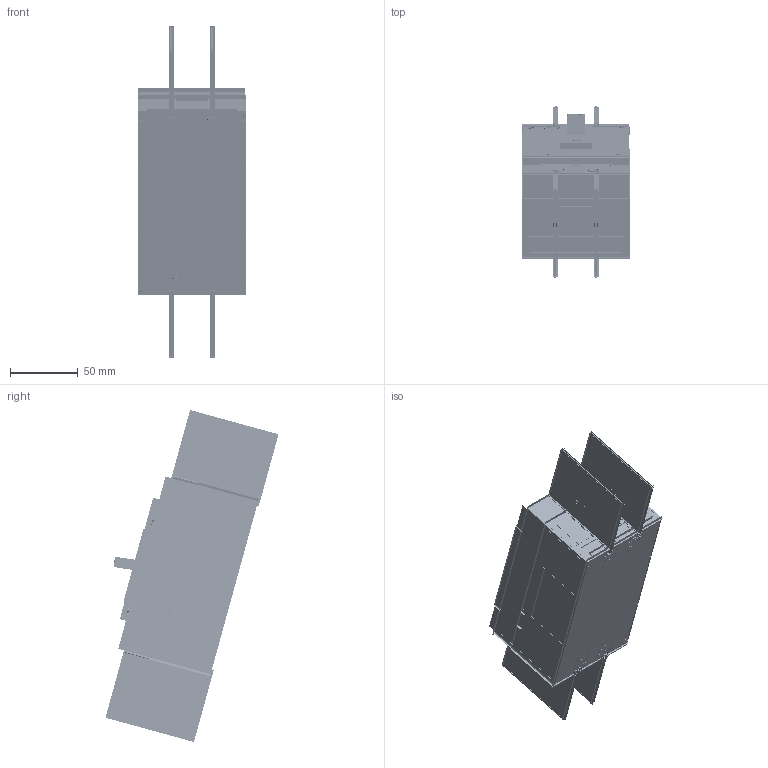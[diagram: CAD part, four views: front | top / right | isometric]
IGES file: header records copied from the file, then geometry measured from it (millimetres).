
Start section:  PTC IGES file: 2ztd-256-157-1-9_asm.igs
Global section: file name: 2ztd-256-157-1-9_asm.igs; native system: Pro/ENGINEER by Parametric Technology Corporation; preprocessor: 2007090; author: diaozj; organization: Unknown; date: 20140329.095941; units: millimetre
Bounding box: 79.04 x 127.48 x 244.63 mm (x, y, z)
Surface area: 2235895.4 mm2 (no closed solid volume)
Topology: 0 solids, 0 shells, 15147 faces, 227304 edges, 294630 vertices
Faces by surface type: bspline 11168, revolution 3979
